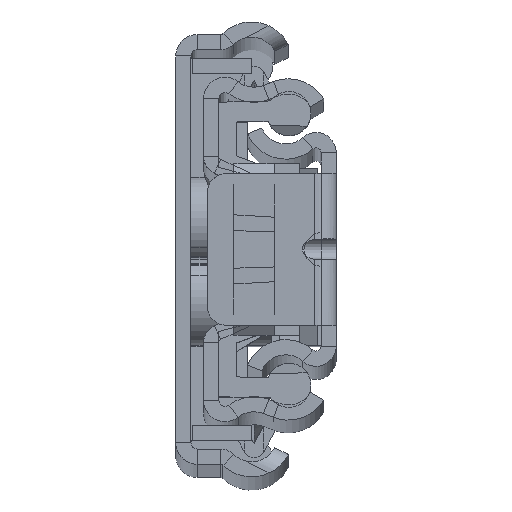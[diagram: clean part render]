
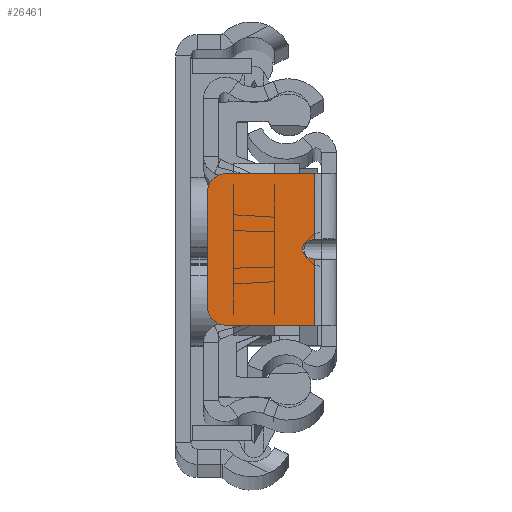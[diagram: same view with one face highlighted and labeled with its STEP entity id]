
A CAD part, top view. The second image highlights one B-rep face of the part: STEP entity #26461.
In plain terms, the highlighted planar face has unit normal (0, 0, 1).
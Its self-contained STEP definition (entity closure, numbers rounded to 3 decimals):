
#203 = ORIENTED_EDGE ( 'NONE', *, *, #23890, .T. ) ;
#983 = CARTESIAN_POINT ( 'NONE',  ( -10.2, 0., 0. ) ) ;
#1049 = DIRECTION ( 'NONE',  ( -1., 0., 0. ) ) ;
#1907 = ORIENTED_EDGE ( 'NONE', *, *, #16935, .T. ) ;
#2422 = CARTESIAN_POINT ( 'NONE',  ( -10.2, 4.5, 0. ) ) ;
#2541 = CIRCLE ( 'NONE', #26717, 1.5 ) ;
#2549 = EDGE_LOOP ( 'NONE', ( #18173, #1907, #23712, #23098, #203, #21713, #18853, #20753 ) ) ;
#2676 = VERTEX_POINT ( 'NONE', #14766 ) ;
#2946 = VERTEX_POINT ( 'NONE', #26239 ) ;
#3225 = CARTESIAN_POINT ( 'NONE',  ( -8.7, -4.5, 0. ) ) ;
#3722 = CARTESIAN_POINT ( 'NONE',  ( -1.7, -0.79, 0. ) ) ;
#5036 = DIRECTION ( 'NONE',  ( 0., -1., 0. ) ) ;
#5327 = CARTESIAN_POINT ( 'NONE',  ( -3.497, -0.64, 0. ) ) ;
#5705 = DIRECTION ( 'NONE',  ( -1., 0., 0. ) ) ;
#5761 = VERTEX_POINT ( 'NONE', #18008 ) ;
#6079 = CARTESIAN_POINT ( 'NONE',  ( 0., 6., 0. ) ) ;
#6260 = EDGE_CURVE ( 'NONE', #2946, #25400, #17269, .T. ) ;
#6289 = CARTESIAN_POINT ( 'NONE',  ( -1.7, 0.79, 0. ) ) ;
#6717 = DIRECTION ( 'NONE',  ( 0., -1., 0. ) ) ;
#7027 = CIRCLE ( 'NONE', #10486, 1.5 ) ;
#7046 = EDGE_CURVE ( 'NONE', #2946, #5761, #16380, .T. ) ;
#7135 = DIRECTION ( 'NONE',  ( 0., -1., 0. ) ) ;
#7344 = LINE ( 'NONE', #983, #21147 ) ;
#8280 = CARTESIAN_POINT ( 'NONE',  ( -8.7, 4.5, 0. ) ) ;
#8402 = EDGE_CURVE ( 'NONE', #22147, #25400, #12964, .T. ) ;
#9134 = LINE ( 'NONE', #16992, #12732 ) ;
#9681 = CARTESIAN_POINT ( 'NONE',  ( 0., 0., 0. ) ) ;
#9745 = VECTOR ( 'NONE', #16096, 1000. ) ;
#9799 = CARTESIAN_POINT ( 'NONE',  ( -3.497, 0.64, 0. ) ) ;
#10165 = DIRECTION ( 'NONE',  ( 1., 0., 0. ) ) ;
#10486 = AXIS2_PLACEMENT_3D ( 'NONE', #3225, #17697, #1049 ) ;
#11524 = EDGE_CURVE ( 'NONE', #22147, #20834, #9134, .T. ) ;
#11789 = LINE ( 'NONE', #22746, #20322 ) ;
#12732 = VECTOR ( 'NONE', #6717, 1000. ) ;
#12797 = CARTESIAN_POINT ( 'NONE',  ( -1.7, -6., 0. ) ) ;
#12964 =( BOUNDED_CURVE ( )  B_SPLINE_CURVE ( 3, ( #3722, #5327, #9799, #24402 ),
 .UNSPECIFIED., .F., .T. ) 
 B_SPLINE_CURVE_WITH_KNOTS ( ( 4, 4 ),
 ( 4.83, 7.736 ),
 .UNSPECIFIED. ) 
 CURVE ( )  GEOMETRIC_REPRESENTATION_ITEM ( )  RATIONAL_B_SPLINE_CURVE ( ( 1., 0.412, 0.412, 1. ) ) 
 REPRESENTATION_ITEM ( '' )  );
#13477 = PLANE ( 'NONE',  #15306 ) ;
#13786 = EDGE_CURVE ( 'NONE', #23735, #2676, #7027, .T. ) ;
#14017 = FACE_OUTER_BOUND ( 'NONE', #2549, .T. ) ;
#14766 = CARTESIAN_POINT ( 'NONE',  ( -8.7, -6., 0. ) ) ;
#14903 = VECTOR ( 'NONE', #7135, 1000. ) ;
#15306 = AXIS2_PLACEMENT_3D ( 'NONE', #9681, #26314, #26181 ) ;
#16096 = DIRECTION ( 'NONE',  ( -1., 0., 0. ) ) ;
#16179 = VERTEX_POINT ( 'NONE', #2422 ) ;
#16380 = LINE ( 'NONE', #6079, #9745 ) ;
#16935 = EDGE_CURVE ( 'NONE', #5761, #16179, #2541, .T. ) ;
#16992 = CARTESIAN_POINT ( 'NONE',  ( -1.7, -6., 0. ) ) ;
#17269 = LINE ( 'NONE', #25644, #14903 ) ;
#17697 = DIRECTION ( 'NONE',  ( 0., 0., 1. ) ) ;
#18008 = CARTESIAN_POINT ( 'NONE',  ( -8.7, 6., 0. ) ) ;
#18173 = ORIENTED_EDGE ( 'NONE', *, *, #7046, .T. ) ;
#18831 = EDGE_CURVE ( 'NONE', #16179, #23735, #7344, .T. ) ;
#18853 = ORIENTED_EDGE ( 'NONE', *, *, #8402, .T. ) ;
#20322 = VECTOR ( 'NONE', #10165, 1000. ) ;
#20753 = ORIENTED_EDGE ( 'NONE', *, *, #6260, .F. ) ;
#20834 = VERTEX_POINT ( 'NONE', #12797 ) ;
#20846 = CARTESIAN_POINT ( 'NONE',  ( -1.7, -0.79, 0. ) ) ;
#21147 = VECTOR ( 'NONE', #5036, 1000. ) ;
#21713 = ORIENTED_EDGE ( 'NONE', *, *, #11524, .F. ) ;
#22147 = VERTEX_POINT ( 'NONE', #20846 ) ;
#22746 = CARTESIAN_POINT ( 'NONE',  ( 0., -6., 0. ) ) ;
#23098 = ORIENTED_EDGE ( 'NONE', *, *, #13786, .T. ) ;
#23712 = ORIENTED_EDGE ( 'NONE', *, *, #18831, .T. ) ;
#23735 = VERTEX_POINT ( 'NONE', #25190 ) ;
#23890 = EDGE_CURVE ( 'NONE', #2676, #20834, #11789, .T. ) ;
#24364 = DIRECTION ( 'NONE',  ( 0., 0., 1. ) ) ;
#24402 = CARTESIAN_POINT ( 'NONE',  ( -1.7, 0.79, 0. ) ) ;
#25190 = CARTESIAN_POINT ( 'NONE',  ( -10.2, -4.5, 0. ) ) ;
#25400 = VERTEX_POINT ( 'NONE', #6289 ) ;
#25644 = CARTESIAN_POINT ( 'NONE',  ( -1.7, -6., 0. ) ) ;
#26181 = DIRECTION ( 'NONE',  ( -1., 0., 0. ) ) ;
#26239 = CARTESIAN_POINT ( 'NONE',  ( -1.7, 6., 0. ) ) ;
#26314 = DIRECTION ( 'NONE',  ( 0., 0., -1. ) ) ;
#26461 = ADVANCED_FACE ( 'NONE', ( #14017 ), #13477, .F. ) ;
#26717 = AXIS2_PLACEMENT_3D ( 'NONE', #8280, #24364, #5705 ) ;
